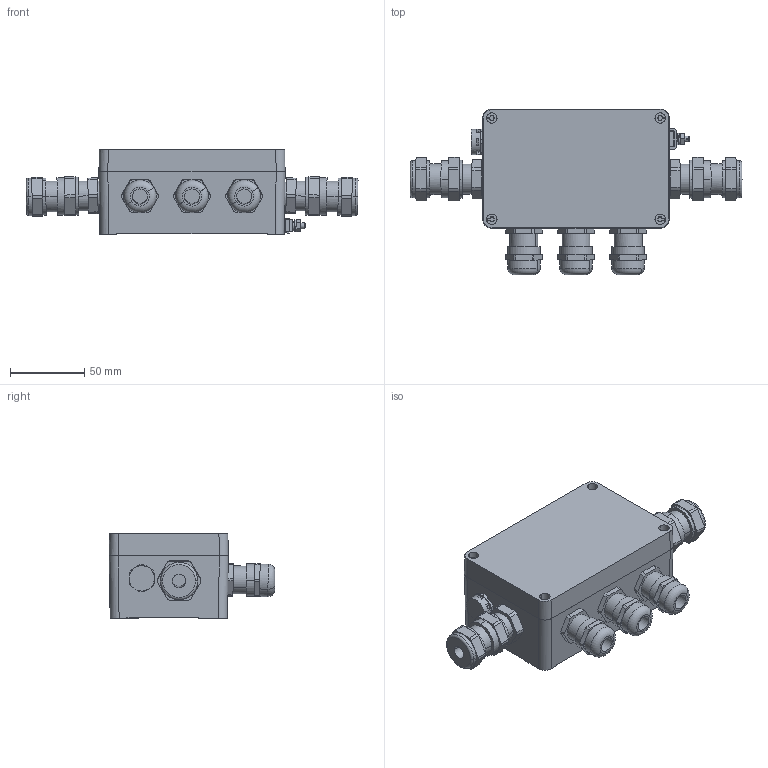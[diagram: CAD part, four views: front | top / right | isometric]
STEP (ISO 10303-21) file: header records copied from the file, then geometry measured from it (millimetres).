
FILE_DESCRIPTION(('CATIA V5 STEP Exchange','CAx-IF Rec.Pracs.--- Model Styling and Organization---1.4--- 2014-01-23'),'2;1');
FILE_NAME ('D1494328_1_2703860000_S3D_FBCon_PA_CG_3way_Limiter_R_TS.stp','2024-04-24T09:13:11+00:00',('none'),('Weidmueller'),'CATIA Version 5-6 Release 2016 SP3 HF44','CATIA V5 STEP AP214','none');
FILE_SCHEMA(('AUTOMOTIVE_DESIGN { 1 0 10303 214 1 1 1 1 }'));
Length unit declared in the file: millimetre
Products named in the file (1): S3D_FBCon_PA_CG_3way_Limiter_R_TS
Bounding box: 222.91 x 111.33 x 57 mm (x, y, z)
Volume: 623123.1 mm3; surface area: 67406.6 mm2
Topology: 1 solids, 1 shells, 493 faces, 1382 edges, 937 vertices
Faces by surface type: plane 258, cylinder 156, extrusion 55, torus 10, cone 8, bspline 6
Entity records: 16756 total; most frequent: CARTESIAN_POINT 4582, ORIENTED_EDGE 2764, DIRECTION 1729, EDGE_CURVE 1382, VERTEX_POINT 937, VECTOR 802, LINE 747, AXIS2_PLACEMENT_3D 659
